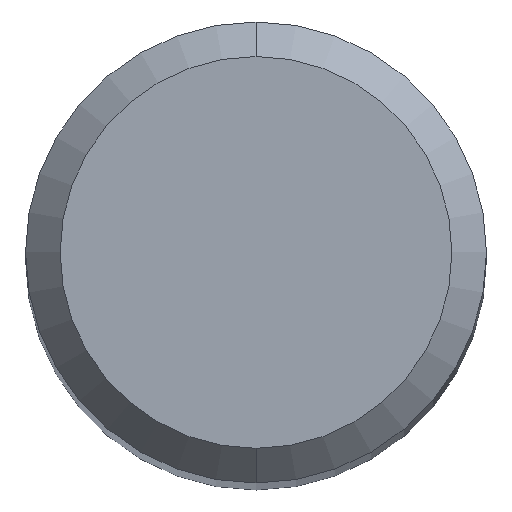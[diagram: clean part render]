
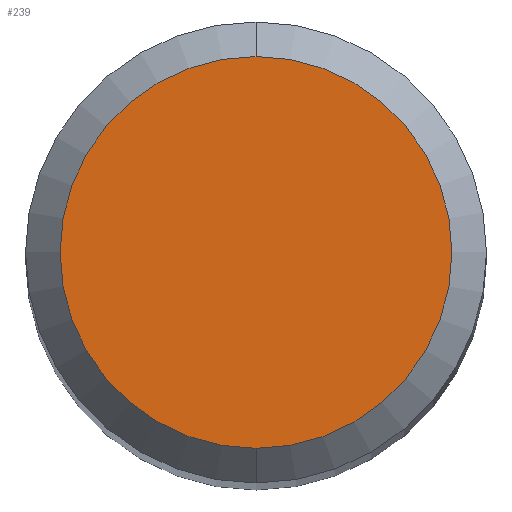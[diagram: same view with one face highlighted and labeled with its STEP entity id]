
A CAD part, top view. The second image highlights one B-rep face of the part: STEP entity #239.
In plain terms, the highlighted planar face has unit normal (0, 0, 1).
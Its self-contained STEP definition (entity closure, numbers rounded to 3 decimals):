
#239=ADVANCED_FACE('',(#670),#671,.T.);
#301=VERTEX_POINT('',#736);
#335=VERTEX_POINT('',#773);
#579=EDGE_CURVE('',#301,#335,#1044,.T.);
#603=EDGE_CURVE('',#335,#301,#1072,.T.);
#670=FACE_OUTER_BOUND('',#1134,.T.);
#671=PLANE('',#1135);
#736=CARTESIAN_POINT('',(0.,-1.7,0.0));
#773=CARTESIAN_POINT('',(0.0,1.7,0.0));
#1044=CIRCLE('',#1766,1.7);
#1072=CIRCLE('',#1801,1.7);
#1134=EDGE_LOOP('',(#1878,#1879));
#1135=AXIS2_PLACEMENT_3D('',#1880,#1881,#1882);
#1766=AXIS2_PLACEMENT_3D('',#2417,#2418,#2419);
#1801=AXIS2_PLACEMENT_3D('',#2464,#2465,#2466);
#1878=ORIENTED_EDGE('',*,*,#603,.F.);
#1879=ORIENTED_EDGE('',*,*,#579,.F.);
#1880=CARTESIAN_POINT('',(0.0,0.85,0.0));
#1881=DIRECTION('',(-0.0,0.0,1.0));
#1882=DIRECTION('',(0.0,-1.0,0.0));
#2417=CARTESIAN_POINT('',(0.0,0.0,0.0));
#2418=DIRECTION('',(0.0,0.0,-1.0));
#2419=DIRECTION('',(0.0,1.0,0.0));
#2464=CARTESIAN_POINT('',(0.0,0.0,0.0));
#2465=DIRECTION('',(0.0,0.0,-1.0));
#2466=DIRECTION('',(0.0,1.0,0.0));
